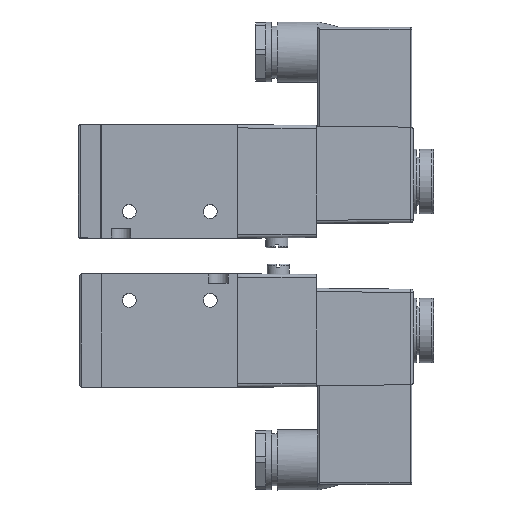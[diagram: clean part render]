
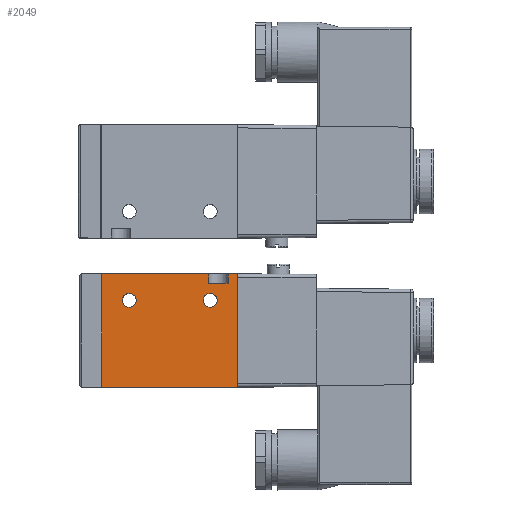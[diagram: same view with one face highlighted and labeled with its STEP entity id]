
A CAD part, top view. The second image highlights one B-rep face of the part: STEP entity #2049.
In plain terms, the highlighted planar face has unit normal (0, 0, 1).
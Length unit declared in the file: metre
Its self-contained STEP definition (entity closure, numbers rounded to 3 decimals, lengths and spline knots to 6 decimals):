
#151=LINE('',#3171,#319);
#154=LINE('',#3180,#322);
#158=LINE('',#3187,#326);
#165=LINE('',#3215,#333);
#167=LINE('',#3219,#335);
#169=LINE('',#3231,#337);
#171=LINE('',#3235,#339);
#172=LINE('',#3236,#340);
#319=VECTOR('',#2513,1.);
#322=VECTOR('',#2520,1.);
#326=VECTOR('',#2526,1.);
#333=VECTOR('',#2555,1.);
#335=VECTOR('',#2559,1.);
#337=VECTOR('',#2571,1.);
#339=VECTOR('',#2575,1.);
#340=VECTOR('',#2576,1.);
#546=ORIENTED_EDGE('',*,*,#1092,.T.);
#547=ORIENTED_EDGE('',*,*,#1069,.F.);
#548=ORIENTED_EDGE('',*,*,#1061,.F.);
#549=ORIENTED_EDGE('',*,*,#1065,.T.);
#550=ORIENTED_EDGE('',*,*,#1093,.T.);
#551=ORIENTED_EDGE('',*,*,#1090,.T.);
#552=ORIENTED_EDGE('',*,*,#1084,.T.);
#553=ORIENTED_EDGE('',*,*,#1082,.T.);
#554=ORIENTED_EDGE('',*,*,#1094,.F.);
#555=ORIENTED_EDGE('',*,*,#1095,.F.);
#1061=EDGE_CURVE('',#1340,#1341,#151,.T.);
#1065=EDGE_CURVE('',#1340,#1343,#154,.T.);
#1069=EDGE_CURVE('',#1341,#1346,#158,.T.);
#1082=EDGE_CURVE('',#1357,#1356,#165,.T.);
#1084=EDGE_CURVE('',#1358,#1357,#167,.T.);
#1090=EDGE_CURVE('',#1363,#1358,#169,.T.);
#1092=EDGE_CURVE('',#1356,#1346,#171,.T.);
#1093=EDGE_CURVE('',#1343,#1363,#172,.T.);
#1094=EDGE_CURVE('',#1364,#1364,#1531,.T.);
#1095=EDGE_CURVE('',#1365,#1365,#1532,.T.);
#1340=VERTEX_POINT('',#3170);
#1341=VERTEX_POINT('',#3172);
#1343=VERTEX_POINT('',#3178);
#1346=VERTEX_POINT('',#3185);
#1356=VERTEX_POINT('',#3214);
#1357=VERTEX_POINT('',#3216);
#1358=VERTEX_POINT('',#3220);
#1363=VERTEX_POINT('',#3232);
#1364=VERTEX_POINT('',#3238);
#1365=VERTEX_POINT('',#3240);
#1531=CIRCLE('',#2258,0.00215);
#1532=CIRCLE('',#2259,0.00215);
#1614=EDGE_LOOP('',(#546,#547,#548,#549,#550,#551,#552,#553));
#1615=EDGE_LOOP('',(#554));
#1616=EDGE_LOOP('',(#555));
#1795=FACE_BOUND('',#1614,.T.);
#1796=FACE_BOUND('',#1615,.T.);
#1797=FACE_BOUND('',#1616,.T.);
#1963=PLANE('',#2257);
#2049=ADVANCED_FACE('',(#1795,#1796,#1797),#1963,.T.);
#2257=AXIS2_PLACEMENT_3D('',#3234,#2573,#2574);
#2258=AXIS2_PLACEMENT_3D('',#3237,#2577,#2578);
#2259=AXIS2_PLACEMENT_3D('',#3239,#2579,#2580);
#2513=DIRECTION('',(1.,0.,0.));
#2520=DIRECTION('',(0.,1.,0.));
#2526=DIRECTION('',(0.,1.,0.));
#2555=DIRECTION('',(0.,1.,0.));
#2559=DIRECTION('',(1.,0.,0.));
#2571=DIRECTION('',(0.,-1.,0.));
#2573=DIRECTION('',(0.,0.,1.));
#2574=DIRECTION('',(1.,0.,0.));
#2575=DIRECTION('',(-1.,0.,0.));
#2576=DIRECTION('',(-1.,0.,0.));
#2577=DIRECTION('',(0.,0.,1.));
#2578=DIRECTION('',(1.,0.,0.));
#2579=DIRECTION('',(0.,0.,1.));
#2580=DIRECTION('',(1.,0.,0.));
#3170=CARTESIAN_POINT('',(0.012,0.0145,0.011));
#3171=CARTESIAN_POINT('',(0.,0.0145,0.011));
#3172=CARTESIAN_POINT('',(0.018,0.0145,0.011));
#3178=CARTESIAN_POINT('',(0.012,0.0175,0.011));
#3180=CARTESIAN_POINT('',(0.012,0.0145,0.011));
#3185=CARTESIAN_POINT('',(0.018,0.0175,0.011));
#3187=CARTESIAN_POINT('',(0.018,0.0145,0.011));
#3214=CARTESIAN_POINT('',(0.021,0.0175,0.011));
#3215=CARTESIAN_POINT('',(0.021,-0.0175,0.011));
#3216=CARTESIAN_POINT('',(0.021,-0.0175,0.011));
#3219=CARTESIAN_POINT('',(0.021,-0.0175,0.011));
#3220=CARTESIAN_POINT('',(-0.021,-0.0175,0.011));
#3231=CARTESIAN_POINT('',(-0.021,-0.0175,0.011));
#3232=CARTESIAN_POINT('',(-0.021,0.0175,0.011));
#3234=CARTESIAN_POINT('',(0.,0.,0.011));
#3235=CARTESIAN_POINT('',(0.021,0.0175,0.011));
#3236=CARTESIAN_POINT('',(0.021,0.0175,0.011));
#3237=CARTESIAN_POINT('',(0.0125,0.0093,0.011));
#3238=CARTESIAN_POINT('',(0.01465,0.0093,0.011));
#3239=CARTESIAN_POINT('',(-0.0125,0.0093,0.011));
#3240=CARTESIAN_POINT('',(-0.01035,0.0093,0.011));
